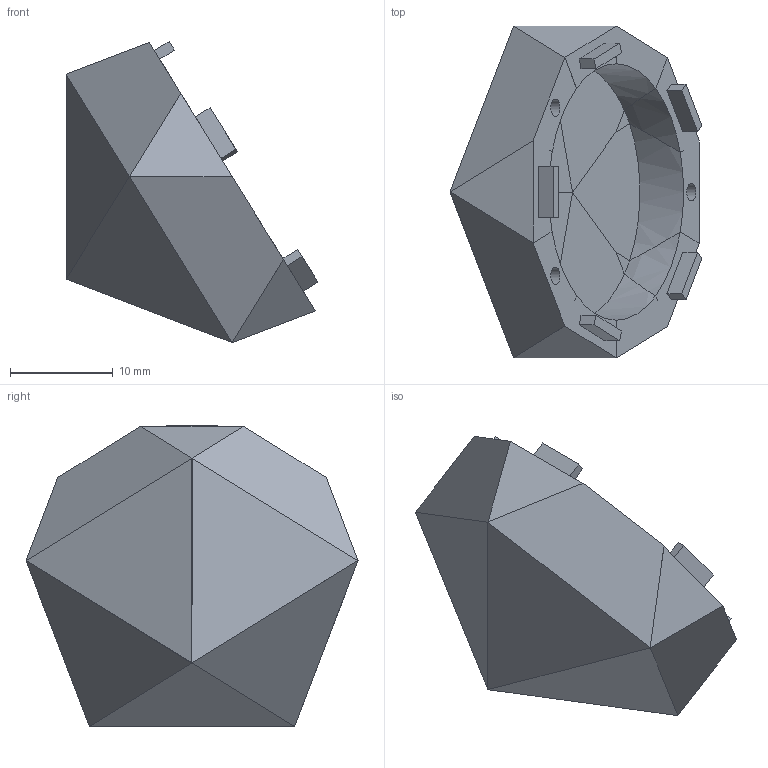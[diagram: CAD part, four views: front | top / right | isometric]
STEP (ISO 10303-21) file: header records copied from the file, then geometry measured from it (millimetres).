
FILE_DESCRIPTION(/* description */ (''),/* implementation_level */ '2;1');
FILE_NAME(/* name */ 'D20_upper_half.stp',/* time_stamp */ '2020-05-11T09:15:06-07:00',/* author */ ('Jorian Brusind'),/* organization */ (''),/* preprocessor_version */ 'ST-DEVELOPER v17.2',/* originating_system */ 'Autodesk Inventor 2019',/* authorisation */ '');
FILE_SCHEMA (('AUTOMOTIVE_DESIGN { 1 0 10303 214 3 1 1 }'));
Length unit declared in the file: millimetre
Products named in the file (1): D20_upper_half
Bounding box: 24.55 x 32.36 x 29.36 mm (x, y, z)
Volume: 6311.5 mm3; surface area: 4837.7 mm2
Topology: 5 solids, 5 shells, 116 faces, 279 edges, 181 vertices
Faces by surface type: plane 103, cylinder 13
Full cylindrical faces by diameter (mm): 1.7 x3
Entity records: 3366 total; most frequent: CARTESIAN_POINT 577, DIRECTION 559, ORIENTED_EDGE 558, EDGE_CURVE 279, LINE 233, VECTOR 233, VERTEX_POINT 181, AXIS2_PLACEMENT_3D 163
